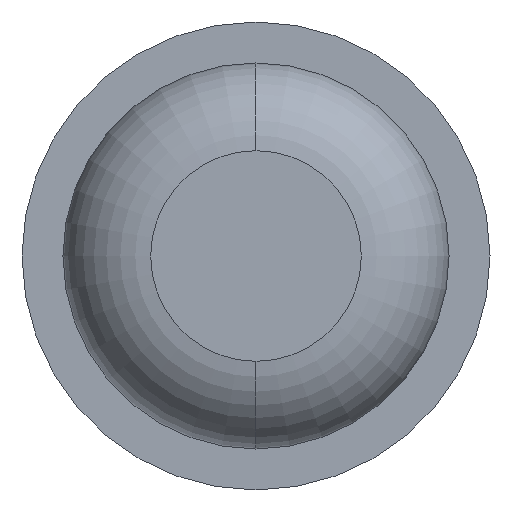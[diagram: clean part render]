
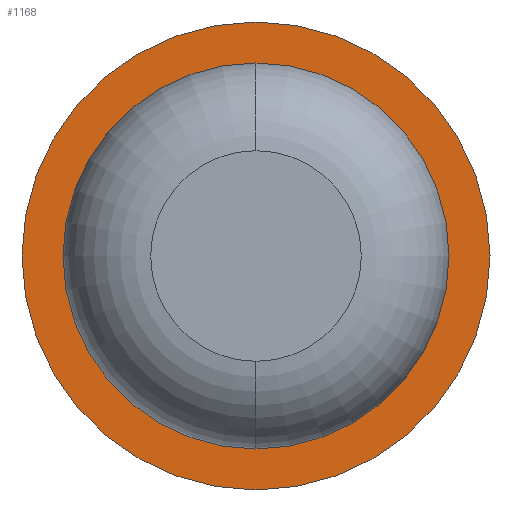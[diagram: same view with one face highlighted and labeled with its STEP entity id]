
A CAD part, front view. The second image highlights one B-rep face of the part: STEP entity #1168.
In plain terms, the highlighted planar face has unit normal (0, -1, 0).
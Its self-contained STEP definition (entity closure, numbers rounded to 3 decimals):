
#141 = CIRCLE ( 'NONE', #1296, 1. ) ;
#236 = CARTESIAN_POINT ( 'NONE',  ( 1., -9., 0. ) ) ;
#283 = EDGE_CURVE ( 'Defeature ausgef�hrt1_4+Defeature ausgef�hrt1_0+Defeature ausgef�hrt1_0+Defeature ausgef�hrt1_0', #1361, #1332, #2218, .T. ) ;
#294 = DIRECTION ( 'NONE',  ( 0., 1., 0. ) ) ;
#386 = EDGE_CURVE ( 'Defeature ausgef�hrt1_5+Defeature ausgef�hrt1_4+Defeature ausgef�hrt1_4+Defeature ausgef�hrt1_4', #3192, #1833, #141, .T. ) ;
#493 = CIRCLE ( 'NONE', #1817, 1. ) ;
#560 = CARTESIAN_POINT ( 'NONE',  ( 0., -9., 0. ) ) ;
#624 = AXIS2_PLACEMENT_3D ( 'NONE', #2776, #1124, #3056 ) ;
#625 = EDGE_LOOP ( 'NONE', ( #3249, #2228 ) ) ;
#1124 = DIRECTION ( 'NONE',  ( 0., 1., 0. ) ) ;
#1142 = DIRECTION ( 'NONE',  ( 0., 1., 0. ) ) ;
#1168 = ADVANCED_FACE ( 'Defeature ausgef�hrt1_4', ( #3187, #2298 ), #1637, .F. ) ;
#1296 = AXIS2_PLACEMENT_3D ( 'NONE', #2546, #1992, #2537 ) ;
#1332 = VERTEX_POINT ( 'NONE', #2916 ) ;
#1361 = VERTEX_POINT ( 'NONE', #2680 ) ;
#1384 = CARTESIAN_POINT ( 'NONE',  ( 0., -9., 0. ) ) ;
#1441 = CIRCLE ( 'NONE', #3232, 0.825 ) ;
#1473 = ORIENTED_EDGE ( 'NONE', *, *, #2116, .T. ) ;
#1628 = CARTESIAN_POINT ( 'NONE',  ( -1., -9., 0. ) ) ;
#1637 = PLANE ( 'NONE',  #1945 ) ;
#1817 = AXIS2_PLACEMENT_3D ( 'NONE', #560, #1142, #3017 ) ;
#1833 = VERTEX_POINT ( 'NONE', #236 ) ;
#1914 = EDGE_CURVE ( 'Defeature ausgef�hrt1_5+Defeature ausgef�hrt1_4+Defeature ausgef�hrt1_4+Defeature ausgef�hrt1_4', #1833, #3192, #493, .T. ) ;
#1945 = AXIS2_PLACEMENT_3D ( 'NONE', #2691, #3012, #3498 ) ;
#1992 = DIRECTION ( 'NONE',  ( 0., 1., 0. ) ) ;
#2116 = EDGE_CURVE ( 'Defeature ausgef�hrt1_4+Defeature ausgef�hrt1_0+Defeature ausgef�hrt1_0+Defeature ausgef�hrt1_0', #1332, #1361, #1441, .T. ) ;
#2215 = DIRECTION ( 'NONE',  ( -1., 0., 0. ) ) ;
#2218 = CIRCLE ( 'NONE', #624, 0.825 ) ;
#2228 = ORIENTED_EDGE ( 'NONE', *, *, #1914, .F. ) ;
#2270 = EDGE_LOOP ( 'NONE', ( #2837, #1473 ) ) ;
#2298 = FACE_BOUND ( 'NONE', #2270, .T. ) ;
#2537 = DIRECTION ( 'NONE',  ( -1., 0., 0. ) ) ;
#2546 = CARTESIAN_POINT ( 'NONE',  ( 0., -9., 0. ) ) ;
#2680 = CARTESIAN_POINT ( 'NONE',  ( 0., -9., 0.825 ) ) ;
#2691 = CARTESIAN_POINT ( 'NONE',  ( 0.825, -9., 0. ) ) ;
#2776 = CARTESIAN_POINT ( 'NONE',  ( 0., -9., 0. ) ) ;
#2837 = ORIENTED_EDGE ( 'NONE', *, *, #283, .T. ) ;
#2916 = CARTESIAN_POINT ( 'NONE',  ( 0., -9., -0.825 ) ) ;
#3012 = DIRECTION ( 'NONE',  ( 0., 1., 0. ) ) ;
#3017 = DIRECTION ( 'NONE',  ( -1., 0., 0. ) ) ;
#3056 = DIRECTION ( 'NONE',  ( -1., 0., 0. ) ) ;
#3187 = FACE_OUTER_BOUND ( 'NONE', #625, .T. ) ;
#3192 = VERTEX_POINT ( 'NONE', #1628 ) ;
#3232 = AXIS2_PLACEMENT_3D ( 'NONE', #1384, #294, #2215 ) ;
#3249 = ORIENTED_EDGE ( 'NONE', *, *, #386, .F. ) ;
#3498 = DIRECTION ( 'NONE',  ( -1., 0., 0. ) ) ;
